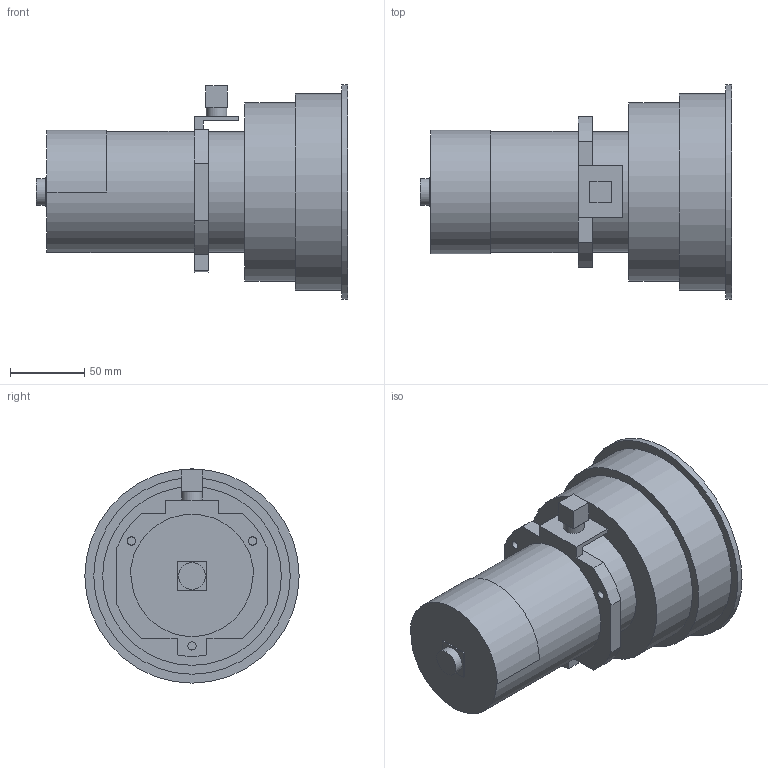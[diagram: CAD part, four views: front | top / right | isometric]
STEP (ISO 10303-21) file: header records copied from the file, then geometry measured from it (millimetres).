
FILE_DESCRIPTION(/* description */ (''),/* implementation_level */ '2;1');
FILE_NAME(/* name */ '348k_bo.stp',/* time_stamp */ '2017-08-24T10:05:04+03:00',/* author */ (''),/* organization */ (''),/* preprocessor_version */ 'ST-DEVELOPER v15',/* originating_system */ 'SIEMENS PLM Software NX 9.0',/* authorisation */ '');
FILE_SCHEMA (('AP203_CONFIGURATION_CONTROLLED_3D_DESIGN_OF_MECHANICAL_PARTS_AND_ASSEMBLIES_MIM_LF { 1 0 10303 403 2 1 2}'));
Length unit declared in the file: millimetre
Products named in the file (1): User36C424536gs5
Bounding box: 209 x 144 x 144 mm (x, y, z)
Volume: 1605932.6 mm3; surface area: 105700 mm2
Topology: 1 solids, 1 shells, 51 faces, 123 edges, 83 vertices
Faces by surface type: plane 35, cylinder 16
Full cylindrical faces by diameter (mm): 5.5 x3, 14 x1, 18 x1, 81 x1, 81.4 x1, 120 x1, 132 x1, 144 x1
Entity records: 1512 total; most frequent: DIRECTION 246, CARTESIAN_POINT 240, ORIENTED_EDGE 218, EDGE_CURVE 109, AXIS2_PLACEMENT_3D 85, VERTEX_POINT 79, EDGE_LOOP 76, LINE 76
